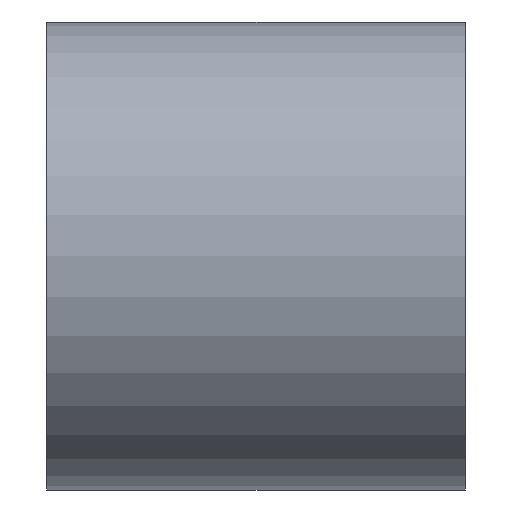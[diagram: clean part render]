
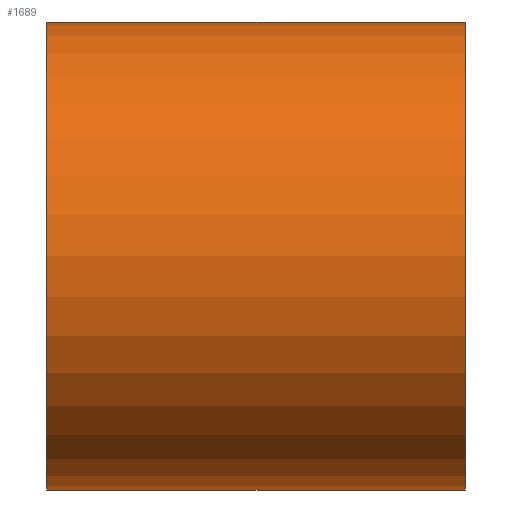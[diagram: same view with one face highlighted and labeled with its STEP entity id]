
A CAD part, left-side view. The second image highlights one B-rep face of the part: STEP entity #1689.
In plain terms, the highlighted cylindrical face has radius 4.305 mm (diameter 8.61 mm), a full revolution.
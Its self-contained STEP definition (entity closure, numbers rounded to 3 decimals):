
#30=FACE_BOUND('',#634,.T.);
#43=CYLINDRICAL_SURFACE('',#1756,4.305);
#524=FACE_OUTER_BOUND('',#633,.T.);
#633=EDGE_LOOP('',(#1464));
#634=EDGE_LOOP('',(#1465));
#673=CIRCLE('',#1747,4.305);
#675=CIRCLE('',#1757,4.305);
#793=VERTEX_POINT('',#3157);
#813=VERTEX_POINT('',#3286);
#1011=EDGE_CURVE('',#793,#793,#673,.T.);
#1040=EDGE_CURVE('',#813,#813,#675,.T.);
#1464=ORIENTED_EDGE('',*,*,#1011,.F.);
#1465=ORIENTED_EDGE('',*,*,#1040,.F.);
#1689=ADVANCED_FACE('',(#524,#30),#43,.T.);
#1747=AXIS2_PLACEMENT_3D('',#3158,#1912,#1913);
#1756=AXIS2_PLACEMENT_3D('',#3285,#1949,#1950);
#1757=AXIS2_PLACEMENT_3D('',#3287,#1951,#1952);
#1912=DIRECTION('center_axis',(0.,-1.,0.));
#1913=DIRECTION('ref_axis',(1.,0.,0.));
#1949=DIRECTION('center_axis',(0.,1.,0.));
#1950=DIRECTION('ref_axis',(1.,0.,0.));
#1951=DIRECTION('center_axis',(0.,1.,0.));
#1952=DIRECTION('ref_axis',(1.,0.,0.));
#3157=CARTESIAN_POINT('',(-16.305,-2.,0.));
#3158=CARTESIAN_POINT('Origin',(-12.,-2.,0.));
#3285=CARTESIAN_POINT('Origin',(-12.,0.,0.));
#3286=CARTESIAN_POINT('',(-16.305,5.7,0.));
#3287=CARTESIAN_POINT('Origin',(-12.,5.7,0.));
